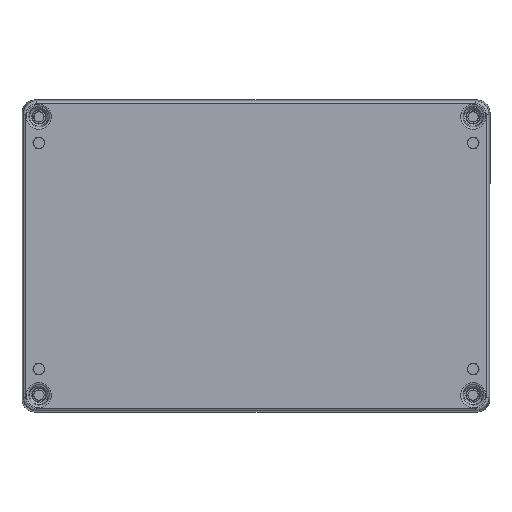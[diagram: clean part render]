
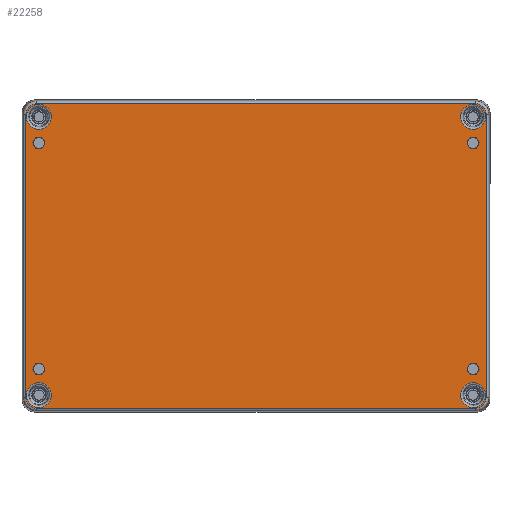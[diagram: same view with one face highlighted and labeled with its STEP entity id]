
A CAD part, front view. The second image highlights one B-rep face of the part: STEP entity #22258.
In plain terms, the highlighted planar face has unit normal (0, -1, 0).
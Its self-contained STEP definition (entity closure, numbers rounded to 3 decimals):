
#121=ELLIPSE('',#23809,4.001,4.);
#122=ELLIPSE('',#23810,4.001,4.);
#123=ELLIPSE('',#23811,4.001,4.);
#124=ELLIPSE('',#23812,4.001,4.);
#175=FACE_BOUND('',#5995,.T.);
#176=FACE_BOUND('',#5996,.T.);
#177=FACE_BOUND('',#5997,.T.);
#178=FACE_BOUND('',#5998,.T.);
#179=FACE_BOUND('',#5999,.T.);
#180=FACE_BOUND('',#6000,.T.);
#181=FACE_BOUND('',#6001,.T.);
#182=FACE_BOUND('',#6002,.T.);
#817=LINE('',#38887,#2415);
#818=LINE('',#38891,#2416);
#819=LINE('',#38895,#2417);
#820=LINE('',#38899,#2418);
#2415=VECTOR('',#26022,10.);
#2416=VECTOR('',#26025,10.);
#2417=VECTOR('',#26028,10.);
#2418=VECTOR('',#26031,10.);
#3995=PLANE('',#23808);
#4655=FACE_OUTER_BOUND('',#5994,.T.);
#5994=EDGE_LOOP('',(#15423,#15424,#15425,#15426,#15427,#15428,#15429,#15430));
#5995=EDGE_LOOP('',(#15431,#15432));
#5996=EDGE_LOOP('',(#15433,#15434));
#5997=EDGE_LOOP('',(#15435));
#5998=EDGE_LOOP('',(#15436));
#5999=EDGE_LOOP('',(#15437));
#6000=EDGE_LOOP('',(#15438));
#6001=EDGE_LOOP('',(#15439,#15440));
#6002=EDGE_LOOP('',(#15441,#15442));
#7464=CIRCLE('',#23805,4.787);
#7466=CIRCLE('',#23807,4.787);
#7467=CIRCLE('',#23813,4.787);
#7468=CIRCLE('',#23814,4.787);
#7469=CIRCLE('',#23815,4.787);
#7470=CIRCLE('',#23816,4.787);
#7471=CIRCLE('',#23817,2.258);
#7472=CIRCLE('',#23818,2.258);
#7473=CIRCLE('',#23819,2.258);
#7474=CIRCLE('',#23820,2.258);
#7475=CIRCLE('',#23821,4.787);
#7476=CIRCLE('',#23822,4.787);
#9397=VERTEX_POINT('',#38879);
#9398=VERTEX_POINT('',#38880);
#9399=VERTEX_POINT('',#38885);
#9400=VERTEX_POINT('',#38886);
#9401=VERTEX_POINT('',#38888);
#9402=VERTEX_POINT('',#38890);
#9403=VERTEX_POINT('',#38892);
#9404=VERTEX_POINT('',#38894);
#9405=VERTEX_POINT('',#38896);
#9406=VERTEX_POINT('',#38898);
#9407=VERTEX_POINT('',#38901);
#9408=VERTEX_POINT('',#38902);
#9409=VERTEX_POINT('',#38905);
#9410=VERTEX_POINT('',#38906);
#9411=VERTEX_POINT('',#38909);
#9412=VERTEX_POINT('',#38911);
#9413=VERTEX_POINT('',#38913);
#9414=VERTEX_POINT('',#38915);
#9415=VERTEX_POINT('',#38917);
#9416=VERTEX_POINT('',#38918);
#11766=EDGE_CURVE('',#9397,#9398,#7464,.T.);
#11768=EDGE_CURVE('',#9398,#9397,#7466,.T.);
#11769=EDGE_CURVE('',#9399,#9400,#817,.T.);
#11770=EDGE_CURVE('',#9401,#9399,#121,.T.);
#11771=EDGE_CURVE('',#9402,#9401,#818,.T.);
#11772=EDGE_CURVE('',#9403,#9402,#122,.T.);
#11773=EDGE_CURVE('',#9404,#9403,#819,.T.);
#11774=EDGE_CURVE('',#9405,#9404,#123,.T.);
#11775=EDGE_CURVE('',#9406,#9405,#820,.T.);
#11776=EDGE_CURVE('',#9400,#9406,#124,.T.);
#11777=EDGE_CURVE('',#9407,#9408,#7467,.T.);
#11778=EDGE_CURVE('',#9408,#9407,#7468,.T.);
#11779=EDGE_CURVE('',#9409,#9410,#7469,.T.);
#11780=EDGE_CURVE('',#9410,#9409,#7470,.T.);
#11781=EDGE_CURVE('',#9411,#9411,#7471,.F.);
#11782=EDGE_CURVE('',#9412,#9412,#7472,.F.);
#11783=EDGE_CURVE('',#9413,#9413,#7473,.F.);
#11784=EDGE_CURVE('',#9414,#9414,#7474,.F.);
#11785=EDGE_CURVE('',#9415,#9416,#7475,.T.);
#11786=EDGE_CURVE('',#9416,#9415,#7476,.T.);
#15423=ORIENTED_EDGE('',*,*,#11769,.F.);
#15424=ORIENTED_EDGE('',*,*,#11770,.F.);
#15425=ORIENTED_EDGE('',*,*,#11771,.F.);
#15426=ORIENTED_EDGE('',*,*,#11772,.F.);
#15427=ORIENTED_EDGE('',*,*,#11773,.F.);
#15428=ORIENTED_EDGE('',*,*,#11774,.F.);
#15429=ORIENTED_EDGE('',*,*,#11775,.F.);
#15430=ORIENTED_EDGE('',*,*,#11776,.F.);
#15431=ORIENTED_EDGE('',*,*,#11777,.F.);
#15432=ORIENTED_EDGE('',*,*,#11778,.F.);
#15433=ORIENTED_EDGE('',*,*,#11779,.F.);
#15434=ORIENTED_EDGE('',*,*,#11780,.F.);
#15435=ORIENTED_EDGE('',*,*,#11781,.T.);
#15436=ORIENTED_EDGE('',*,*,#11782,.T.);
#15437=ORIENTED_EDGE('',*,*,#11783,.T.);
#15438=ORIENTED_EDGE('',*,*,#11784,.T.);
#15439=ORIENTED_EDGE('',*,*,#11785,.F.);
#15440=ORIENTED_EDGE('',*,*,#11786,.F.);
#15441=ORIENTED_EDGE('',*,*,#11766,.F.);
#15442=ORIENTED_EDGE('',*,*,#11768,.F.);
#22258=ADVANCED_FACE('',(#4655,#175,#176,#177,#178,#179,#180,#181,#182),
#3995,.T.);
#23805=AXIS2_PLACEMENT_3D('',#38881,#26014,#26015);
#23807=AXIS2_PLACEMENT_3D('',#38883,#26018,#26019);
#23808=AXIS2_PLACEMENT_3D('',#38884,#26020,#26021);
#23809=AXIS2_PLACEMENT_3D('',#38889,#26023,#26024);
#23810=AXIS2_PLACEMENT_3D('',#38893,#26026,#26027);
#23811=AXIS2_PLACEMENT_3D('',#38897,#26029,#26030);
#23812=AXIS2_PLACEMENT_3D('',#38900,#26032,#26033);
#23813=AXIS2_PLACEMENT_3D('',#38903,#26034,#26035);
#23814=AXIS2_PLACEMENT_3D('',#38904,#26036,#26037);
#23815=AXIS2_PLACEMENT_3D('',#38907,#26038,#26039);
#23816=AXIS2_PLACEMENT_3D('',#38908,#26040,#26041);
#23817=AXIS2_PLACEMENT_3D('',#38910,#26042,#26043);
#23818=AXIS2_PLACEMENT_3D('',#38912,#26044,#26045);
#23819=AXIS2_PLACEMENT_3D('',#38914,#26046,#26047);
#23820=AXIS2_PLACEMENT_3D('',#38916,#26048,#26049);
#23821=AXIS2_PLACEMENT_3D('',#38919,#26050,#26051);
#23822=AXIS2_PLACEMENT_3D('',#38920,#26052,#26053);
#26014=DIRECTION('center_axis',(0.,-1.,0.));
#26015=DIRECTION('ref_axis',(-1.,0.,0.));
#26018=DIRECTION('center_axis',(0.,-1.,0.));
#26019=DIRECTION('ref_axis',(-1.,0.,0.));
#26020=DIRECTION('center_axis',(0.,-1.,0.));
#26021=DIRECTION('ref_axis',(0.,0.,-1.));
#26022=DIRECTION('',(1.,0.,0.));
#26023=DIRECTION('center_axis',(0.,1.,0.));
#26024=DIRECTION('ref_axis',(-0.707,0.,0.707));
#26025=DIRECTION('',(0.,0.,1.));
#26026=DIRECTION('center_axis',(0.,1.,0.));
#26027=DIRECTION('ref_axis',(-0.707,0.,-0.707));
#26028=DIRECTION('',(-1.,0.,0.));
#26029=DIRECTION('center_axis',(0.,1.,0.));
#26030=DIRECTION('ref_axis',(0.707,0.,-0.707));
#26031=DIRECTION('',(0.,0.,-1.));
#26032=DIRECTION('center_axis',(0.,1.,0.));
#26033=DIRECTION('ref_axis',(0.707,0.,0.707));
#26034=DIRECTION('center_axis',(0.,-1.,0.));
#26035=DIRECTION('ref_axis',(-1.,0.,0.));
#26036=DIRECTION('center_axis',(0.,-1.,0.));
#26037=DIRECTION('ref_axis',(-1.,0.,0.));
#26038=DIRECTION('center_axis',(0.,-1.,0.));
#26039=DIRECTION('ref_axis',(1.,0.,0.));
#26040=DIRECTION('center_axis',(0.,-1.,0.));
#26041=DIRECTION('ref_axis',(1.,0.,0.));
#26042=DIRECTION('center_axis',(0.,-1.,0.));
#26043=DIRECTION('ref_axis',(-1.,0.,0.));
#26044=DIRECTION('center_axis',(0.,-1.,0.));
#26045=DIRECTION('ref_axis',(1.,0.,0.));
#26046=DIRECTION('center_axis',(0.,-1.,0.));
#26047=DIRECTION('ref_axis',(-1.,0.,0.));
#26048=DIRECTION('center_axis',(0.,-1.,0.));
#26049=DIRECTION('ref_axis',(1.,0.,0.));
#26050=DIRECTION('center_axis',(0.,-1.,0.));
#26051=DIRECTION('ref_axis',(1.,0.,0.));
#26052=DIRECTION('center_axis',(0.,-1.,0.));
#26053=DIRECTION('ref_axis',(1.,0.,0.));
#38879=CARTESIAN_POINT('',(-78.763,-30.05,-53.55));
#38880=CARTESIAN_POINT('',(-83.55,-30.05,-58.337));
#38881=CARTESIAN_POINT('Origin',(-83.55,-30.05,-53.55));
#38883=CARTESIAN_POINT('Origin',(-83.55,-30.05,-53.55));
#38884=CARTESIAN_POINT('Origin',(0.,-30.05,0.));
#38885=CARTESIAN_POINT('',(-84.543,-30.05,58.543));
#38886=CARTESIAN_POINT('',(84.543,-30.05,58.543));
#38887=CARTESIAN_POINT('',(-45.025,-30.05,58.543));
#38888=CARTESIAN_POINT('',(-88.543,-30.05,54.543));
#38889=CARTESIAN_POINT('Origin',(-84.542,-30.05,54.542));
#38890=CARTESIAN_POINT('',(-88.543,-30.05,-54.543));
#38891=CARTESIAN_POINT('',(-88.543,-30.05,-30.025));
#38892=CARTESIAN_POINT('',(-84.543,-30.05,-58.543));
#38893=CARTESIAN_POINT('Origin',(-84.542,-30.05,-54.542));
#38894=CARTESIAN_POINT('',(84.543,-30.05,-58.543));
#38895=CARTESIAN_POINT('',(45.025,-30.05,-58.543));
#38896=CARTESIAN_POINT('',(88.543,-30.05,-54.543));
#38897=CARTESIAN_POINT('Origin',(84.542,-30.05,-54.542));
#38898=CARTESIAN_POINT('',(88.543,-30.05,54.543));
#38899=CARTESIAN_POINT('',(88.543,-30.05,30.025));
#38900=CARTESIAN_POINT('Origin',(84.542,-30.05,54.542));
#38901=CARTESIAN_POINT('',(-78.763,-30.05,53.55));
#38902=CARTESIAN_POINT('',(-83.55,-30.05,48.763));
#38903=CARTESIAN_POINT('Origin',(-83.55,-30.05,53.55));
#38904=CARTESIAN_POINT('Origin',(-83.55,-30.05,53.55));
#38905=CARTESIAN_POINT('',(78.763,-30.05,53.55));
#38906=CARTESIAN_POINT('',(83.55,-30.05,48.763));
#38907=CARTESIAN_POINT('Origin',(83.55,-30.05,53.55));
#38908=CARTESIAN_POINT('Origin',(83.55,-30.05,53.55));
#38909=CARTESIAN_POINT('',(-81.292,-30.05,-43.5));
#38910=CARTESIAN_POINT('Origin',(-83.55,-30.05,-43.5));
#38911=CARTESIAN_POINT('',(81.292,-30.05,-43.5));
#38912=CARTESIAN_POINT('Origin',(83.55,-30.05,-43.5));
#38913=CARTESIAN_POINT('',(-81.292,-30.05,43.5));
#38914=CARTESIAN_POINT('Origin',(-83.55,-30.05,43.5));
#38915=CARTESIAN_POINT('',(81.292,-30.05,43.5));
#38916=CARTESIAN_POINT('Origin',(83.55,-30.05,43.5));
#38917=CARTESIAN_POINT('',(78.763,-30.05,-53.55));
#38918=CARTESIAN_POINT('',(83.55,-30.05,-58.337));
#38919=CARTESIAN_POINT('Origin',(83.55,-30.05,-53.55));
#38920=CARTESIAN_POINT('Origin',(83.55,-30.05,-53.55));
